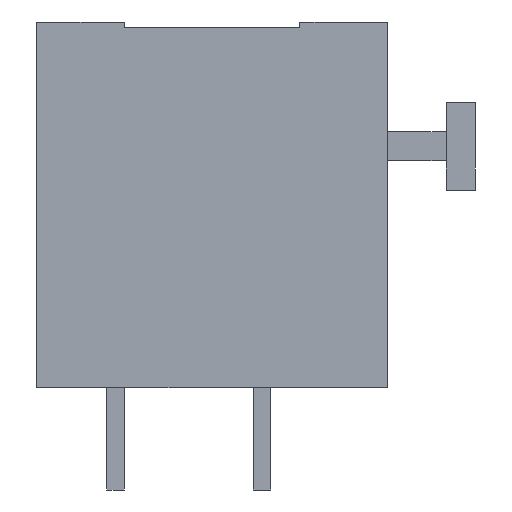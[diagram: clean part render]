
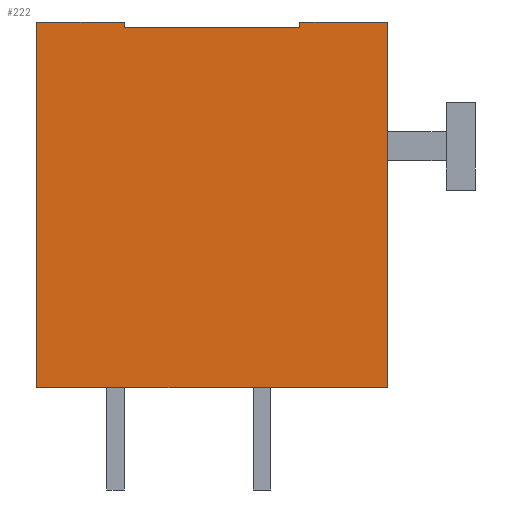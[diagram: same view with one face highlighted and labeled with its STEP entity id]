
A CAD part, front view. The second image highlights one B-rep face of the part: STEP entity #222.
In plain terms, the highlighted planar face has unit normal (0, -1, 0).
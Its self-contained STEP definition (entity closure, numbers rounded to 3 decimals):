
#222=ADVANCED_FACE('',(#406),#407,.F.);
#406=FACE_OUTER_BOUND('',#564,.T.);
#407=PLANE('',#565);
#564=EDGE_LOOP('',(#946,#947,#948,#949,#950,#951,#952,#953));
#565=AXIS2_PLACEMENT_3D('',#954,#955,#956);
#946=ORIENTED_EDGE('',*,*,#1130,.F.);
#947=ORIENTED_EDGE('',*,*,#1122,.F.);
#948=ORIENTED_EDGE('',*,*,#1106,.T.);
#949=ORIENTED_EDGE('',*,*,#1128,.T.);
#950=ORIENTED_EDGE('',*,*,#1113,.F.);
#951=ORIENTED_EDGE('',*,*,#1126,.F.);
#952=ORIENTED_EDGE('',*,*,#1131,.F.);
#953=ORIENTED_EDGE('',*,*,#1132,.T.);
#954=CARTESIAN_POINT('',(-25.0,-2.5,20.139));
#955=DIRECTION('',(0.0,1.0,0.0));
#956=DIRECTION('',(0.0,0.0,1.0));
#1106=EDGE_CURVE('',#1322,#1320,#1323,.T.);
#1113=EDGE_CURVE('',#1333,#1328,#1335,.T.);
#1122=EDGE_CURVE('',#1322,#1348,#1349,.T.);
#1126=EDGE_CURVE('',#1352,#1333,#1354,.T.);
#1128=EDGE_CURVE('',#1320,#1328,#1356,.T.);
#1130=EDGE_CURVE('',#1348,#1358,#1359,.T.);
#1131=EDGE_CURVE('',#1360,#1352,#1361,.T.);
#1132=EDGE_CURVE('',#1360,#1358,#1362,.T.);
#1320=VERTEX_POINT('',#1634);
#1322=VERTEX_POINT('',#1637);
#1323=LINE('',#1638,#1639);
#1328=VERTEX_POINT('',#1646);
#1333=VERTEX_POINT('',#1653);
#1335=LINE('',#1656,#1657);
#1348=VERTEX_POINT('',#1676);
#1349=LINE('',#1677,#1678);
#1352=VERTEX_POINT('',#1682);
#1354=LINE('',#1685,#1686);
#1356=LINE('',#1688,#1689);
#1358=VERTEX_POINT('',#1691);
#1359=LINE('',#1692,#1693);
#1360=VERTEX_POINT('',#1694);
#1361=LINE('',#1695,#1696);
#1362=LINE('',#1697,#1698);
#1634=CARTESIAN_POINT('',(-25.0,-2.5,7.639));
#1637=CARTESIAN_POINT('',(-25.0,-2.5,20.139));
#1638=CARTESIAN_POINT('',(-25.0,-2.5,20.139));
#1639=VECTOR('',#1797,1.0);
#1646=CARTESIAN_POINT('',(-13.0,-2.5,7.639));
#1653=CARTESIAN_POINT('',(-13.0,-2.5,20.139));
#1656=CARTESIAN_POINT('',(-13.0,-2.5,20.139));
#1657=VECTOR('',#1803,1.0);
#1676=CARTESIAN_POINT('',(-22.0,-2.5,20.139));
#1677=CARTESIAN_POINT('',(-25.0,-2.5,20.139));
#1678=VECTOR('',#1810,1.0);
#1682=CARTESIAN_POINT('',(-16.0,-2.5,20.139));
#1685=CARTESIAN_POINT('',(-25.0,-2.5,20.139));
#1686=VECTOR('',#1813,1.0);
#1688=CARTESIAN_POINT('',(-25.0,-2.5,7.639));
#1689=VECTOR('',#1814,1.0);
#1691=CARTESIAN_POINT('',(-22.0,-2.5,19.939));
#1692=CARTESIAN_POINT('',(-22.0,-2.5,20.139));
#1693=VECTOR('',#1815,1.0);
#1694=CARTESIAN_POINT('',(-16.0,-2.5,19.939));
#1695=CARTESIAN_POINT('',(-16.0,-2.5,20.139));
#1696=VECTOR('',#1816,1.0);
#1697=CARTESIAN_POINT('',(-25.0,-2.5,19.939));
#1698=VECTOR('',#1817,1.0);
#1797=DIRECTION('',(0.0,0.0,-1.0));
#1803=DIRECTION('',(0.0,0.0,-1.0));
#1810=DIRECTION('',(1.0,0.0,0.0));
#1813=DIRECTION('',(1.0,0.0,0.0));
#1814=DIRECTION('',(1.0,0.0,0.0));
#1815=DIRECTION('',(0.0,0.0,-1.0));
#1816=DIRECTION('',(0.0,0.0,1.0));
#1817=DIRECTION('',(-1.0,0.0,0.0));
